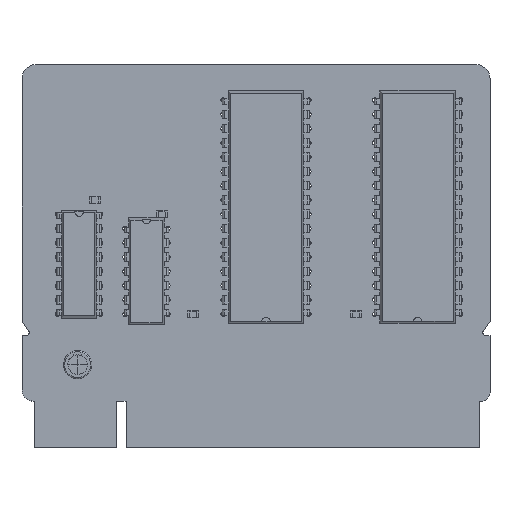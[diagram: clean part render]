
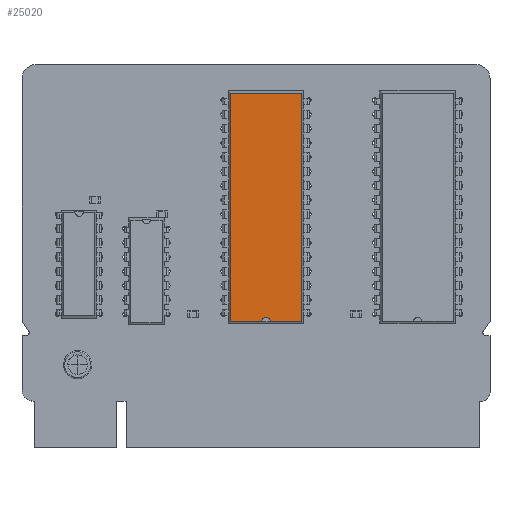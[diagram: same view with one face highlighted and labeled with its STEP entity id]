
A CAD part, top view. The second image highlights one B-rep face of the part: STEP entity #25020.
In plain terms, the highlighted planar face has unit normal (0, 0, 1).
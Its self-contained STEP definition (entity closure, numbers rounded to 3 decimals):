
#18224 = VERTEX_POINT('',#18225);
#18225 = CARTESIAN_POINT('',(13.952,1.252,3.68));
#18230 = EDGE_CURVE('',#18231,#18224,#18233,.T.);
#18231 = VERTEX_POINT('',#18232);
#18232 = CARTESIAN_POINT('',(13.952,-39.352,3.68));
#18233 = LINE('',#18234,#18235);
#18234 = CARTESIAN_POINT('',(13.952,-39.352,3.68));
#18235 = VECTOR('',#18236,1.);
#18236 = DIRECTION('',(0.,1.,0.));
#21390 = VERTEX_POINT('',#21391);
#21391 = CARTESIAN_POINT('',(1.288,1.252,3.68));
#21396 = EDGE_CURVE('',#21397,#21390,#21399,.T.);
#21397 = VERTEX_POINT('',#21398);
#21398 = CARTESIAN_POINT('',(6.874,1.252,3.68));
#21399 = LINE('',#21400,#21401);
#21400 = CARTESIAN_POINT('',(13.952,1.252,3.68));
#21401 = VECTOR('',#21402,1.);
#21402 = DIRECTION('',(-1.,0.,0.));
#21617 = VERTEX_POINT('',#21618);
#21618 = CARTESIAN_POINT('',(8.366,1.252,3.68));
#21722 = EDGE_CURVE('',#18224,#21617,#21723,.T.);
#21723 = LINE('',#21724,#21725);
#21724 = CARTESIAN_POINT('',(13.952,1.252,3.68));
#21725 = VECTOR('',#21726,1.);
#21726 = DIRECTION('',(-1.,0.,0.));
#21850 = VERTEX_POINT('',#21851);
#21851 = CARTESIAN_POINT('',(1.288,-39.352,3.68));
#21856 = EDGE_CURVE('',#21390,#21850,#21857,.T.);
#21857 = LINE('',#21858,#21859);
#21858 = CARTESIAN_POINT('',(1.288,1.252,3.68));
#21859 = VECTOR('',#21860,1.);
#21860 = DIRECTION('',(0.,-1.,0.));
#25009 = EDGE_CURVE('',#21850,#18231,#25010,.T.);
#25010 = LINE('',#25011,#25012);
#25011 = CARTESIAN_POINT('',(1.288,-39.352,3.68));
#25012 = VECTOR('',#25013,1.);
#25013 = DIRECTION('',(1.,0.,0.));
#25020 = ADVANCED_FACE('',(#25021),#25044,.F.);
#25021 = FACE_BOUND('',#25022,.F.);
#25022 = EDGE_LOOP('',(#25023,#25024,#25025,#25026,#25027,#25036,#25043)
  );
#25023 = ORIENTED_EDGE('',*,*,#18230,.F.);
#25024 = ORIENTED_EDGE('',*,*,#25009,.F.);
#25025 = ORIENTED_EDGE('',*,*,#21856,.F.);
#25026 = ORIENTED_EDGE('',*,*,#21396,.F.);
#25027 = ORIENTED_EDGE('',*,*,#25028,.F.);
#25028 = EDGE_CURVE('',#25029,#21397,#25031,.T.);
#25029 = VERTEX_POINT('',#25030);
#25030 = CARTESIAN_POINT('',(7.62,0.577,3.68));
#25031 = CIRCLE('',#25032,0.75);
#25032 = AXIS2_PLACEMENT_3D('',#25033,#25034,#25035);
#25033 = CARTESIAN_POINT('',(7.62,1.327,3.68));
#25034 = DIRECTION('',(0.,-0.,-1.));
#25035 = DIRECTION('',(0.,-1.,0.));
#25036 = ORIENTED_EDGE('',*,*,#25037,.F.);
#25037 = EDGE_CURVE('',#21617,#25029,#25038,.T.);
#25038 = CIRCLE('',#25039,0.75);
#25039 = AXIS2_PLACEMENT_3D('',#25040,#25041,#25042);
#25040 = CARTESIAN_POINT('',(7.62,1.327,3.68));
#25041 = DIRECTION('',(0.,-0.,-1.));
#25042 = DIRECTION('',(0.,-1.,0.));
#25043 = ORIENTED_EDGE('',*,*,#21722,.F.);
#25044 = PLANE('',#25045);
#25045 = AXIS2_PLACEMENT_3D('',#25046,#25047,#25048);
#25046 = CARTESIAN_POINT('',(13.952,-39.352,3.68));
#25047 = DIRECTION('',(-0.,0.,-1.));
#25048 = DIRECTION('',(-0.298,0.955,0.));
